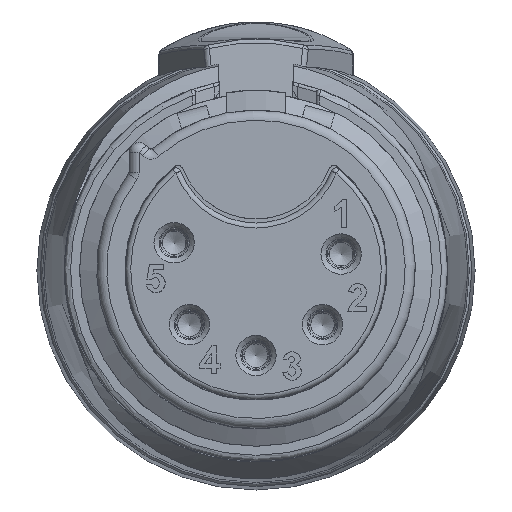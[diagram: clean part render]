
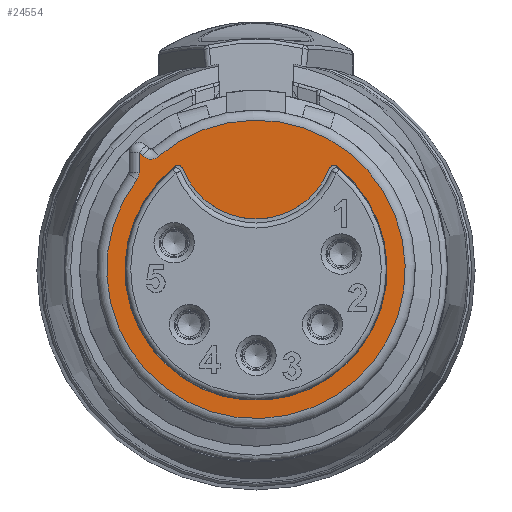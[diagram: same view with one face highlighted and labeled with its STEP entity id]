
A CAD part, top view. The second image highlights one B-rep face of the part: STEP entity #24554.
In plain terms, the highlighted planar face has unit normal (0, 0, 1).
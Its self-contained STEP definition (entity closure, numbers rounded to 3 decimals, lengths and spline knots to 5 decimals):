
#2872=LINE('',#58241,#4474);
#2873=LINE('',#58245,#4475);
#4474=VECTOR('',#31675,0.3937);
#4475=VECTOR('',#31680,0.3937);
#5037=FACE_BOUND('',#7509,.T.);
#6097=FACE_OUTER_BOUND('',#7508,.T.);
#7508=EDGE_LOOP('',(#20281,#20282,#20283,#20284,#20285));
#7509=EDGE_LOOP('',(#20286,#20287,#20288,#20289));
#8246=CIRCLE('',#25918,0.00984);
#8358=CIRCLE('',#26163,0.25591);
#8485=CIRCLE('',#26472,0.29134);
#8488=CIRCLE('',#26476,0.02362);
#8490=CIRCLE('',#26479,0.02362);
#8495=CIRCLE('',#26490,0.00984);
#8496=CIRCLE('',#26491,0.15354);
#9922=VERTEX_POINT('',#38573);
#9923=VERTEX_POINT('',#38575);
#10356=VERTEX_POINT('',#42348);
#10698=VERTEX_POINT('',#58219);
#10699=VERTEX_POINT('',#58221);
#10700=VERTEX_POINT('',#58225);
#10703=VERTEX_POINT('',#58232);
#10704=VERTEX_POINT('',#58237);
#10707=VERTEX_POINT('',#58254);
#12840=EDGE_CURVE('',#9922,#9923,#8246,.T.);
#13379=EDGE_CURVE('',#9922,#10356,#8358,.T.);
#13997=EDGE_CURVE('',#10699,#10698,#8485,.T.);
#14000=EDGE_CURVE('',#10698,#10700,#8488,.T.);
#14002=EDGE_CURVE('',#10703,#10699,#8490,.T.);
#14006=EDGE_CURVE('',#10700,#10704,#2872,.T.);
#14008=EDGE_CURVE('',#10704,#10703,#2873,.T.);
#14013=EDGE_CURVE('',#10707,#10356,#8495,.T.);
#14014=EDGE_CURVE('',#10707,#9923,#8496,.T.);
#20281=ORIENTED_EDGE('',*,*,#13997,.F.);
#20282=ORIENTED_EDGE('',*,*,#14002,.F.);
#20283=ORIENTED_EDGE('',*,*,#14008,.F.);
#20284=ORIENTED_EDGE('',*,*,#14006,.F.);
#20285=ORIENTED_EDGE('',*,*,#14000,.F.);
#20286=ORIENTED_EDGE('',*,*,#13379,.T.);
#20287=ORIENTED_EDGE('',*,*,#14013,.F.);
#20288=ORIENTED_EDGE('',*,*,#14014,.T.);
#20289=ORIENTED_EDGE('',*,*,#12840,.F.);
#22143=PLANE('',#26489);
#24554=ADVANCED_FACE('',(#6097,#5037),#22143,.T.);
#25918=AXIS2_PLACEMENT_3D('',#38576,#30051,#30052);
#26163=AXIS2_PLACEMENT_3D('',#42350,#30787,#30788);
#26472=AXIS2_PLACEMENT_3D('',#58223,#31652,#31653);
#26476=AXIS2_PLACEMENT_3D('',#58229,#31660,#31661);
#26479=AXIS2_PLACEMENT_3D('',#58234,#31666,#31667);
#26489=AXIS2_PLACEMENT_3D('',#58253,#31692,#31693);
#26490=AXIS2_PLACEMENT_3D('',#58255,#31694,#31695);
#26491=AXIS2_PLACEMENT_3D('',#58256,#31696,#31697);
#30051=DIRECTION('center_axis',(0.,0.,1.));
#30052=DIRECTION('ref_axis',(-0.264,0.965,0.));
#30787=DIRECTION('center_axis',(0.,0.,-1.));
#30788=DIRECTION('ref_axis',(-1.,0.,0.));
#31652=DIRECTION('center_axis',(0.,0.,-1.));
#31653=DIRECTION('ref_axis',(0.73,-0.683,0.));
#31660=DIRECTION('center_axis',(0.,0.,1.));
#31661=DIRECTION('ref_axis',(0.949,-0.316,0.));
#31666=DIRECTION('center_axis',(0.,0.,1.));
#31667=DIRECTION('ref_axis',(-0.038,-0.999,0.));
#31675=DIRECTION('',(0.,1.,0.));
#31680=DIRECTION('',(0.707,-0.707,0.));
#31692=DIRECTION('center_axis',(0.,0.,1.));
#31693=DIRECTION('ref_axis',(1.,0.,0.));
#31694=DIRECTION('center_axis',(0.,0.,1.));
#31695=DIRECTION('ref_axis',(0.264,0.965,0.));
#31696=DIRECTION('center_axis',(0.,0.,1.));
#31697=DIRECTION('ref_axis',(-0.96,-0.279,0.));
#38573=CARTESIAN_POINT('',(0.15853,0.20089,0.));
#38575=CARTESIAN_POINT('',(0.14325,0.1967,0.));
#38576=CARTESIAN_POINT('Origin',(0.15243,0.19316,0.));
#42348=CARTESIAN_POINT('',(-0.15853,0.20089,0.));
#42350=CARTESIAN_POINT('Origin',(0.,0.,0.));
#58219=CARTESIAN_POINT('',(-0.23301,0.17489,0.));
#58221=CARTESIAN_POINT('',(-0.18998,0.22088,0.));
#58223=CARTESIAN_POINT('Origin',(0.,0.,0.));
#58225=CARTESIAN_POINT('',(-0.22828,0.18907,0.));
#58229=CARTESIAN_POINT('Origin',(-0.2519,0.18907,0.));
#58232=CARTESIAN_POINT('',(-0.22208,0.22208,0.));
#58234=CARTESIAN_POINT('Origin',(-0.20538,0.23879,0.));
#58237=CARTESIAN_POINT('',(-0.22828,0.22828,0.));
#58241=CARTESIAN_POINT('',(-0.22828,0.22474,0.));
#58245=CARTESIAN_POINT('',(-0.22442,0.22442,0.));
#58253=CARTESIAN_POINT('Origin',(-0.2323,0.2212,0.));
#58254=CARTESIAN_POINT('',(-0.14325,0.1967,0.));
#58255=CARTESIAN_POINT('Origin',(-0.15243,0.19316,0.));
#58256=CARTESIAN_POINT('Origin',(0.,0.25197,0.));
